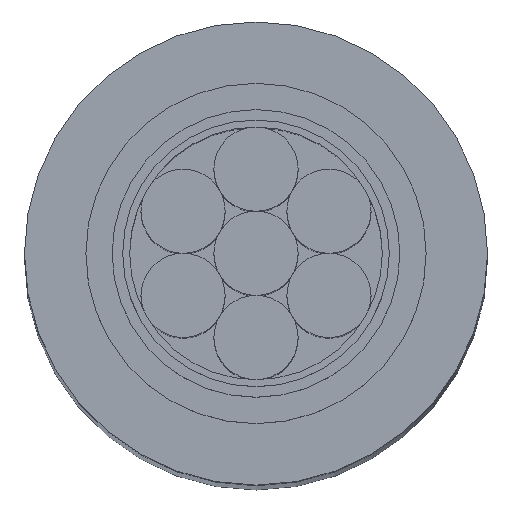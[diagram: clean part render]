
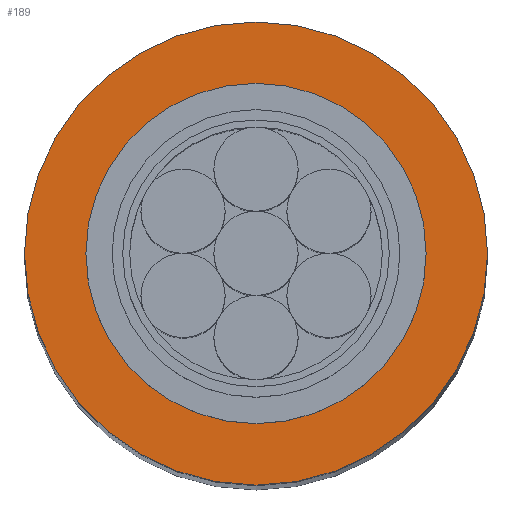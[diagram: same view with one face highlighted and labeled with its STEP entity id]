
A CAD part, top view. The second image highlights one B-rep face of the part: STEP entity #189.
In plain terms, the highlighted planar face has unit normal (0, 0, 1).
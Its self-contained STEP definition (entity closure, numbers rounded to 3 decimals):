
#9 = CARTESIAN_POINT ( 'NONE',  ( 0., 0., 5. ) ) ;
#99 = ORIENTED_EDGE ( 'NONE', *, *, #210, .T. ) ;
#162 = DIRECTION ( 'NONE',  ( 0., 0., 1. ) ) ;
#165 = CARTESIAN_POINT ( 'NONE',  ( 0., 0., 5. ) ) ;
#181 = FACE_OUTER_BOUND ( 'NONE', #1112, .T. ) ;
#189 = ADVANCED_FACE ( 'NONE', ( #270, #181 ), #644, .T. ) ;
#193 = DIRECTION ( 'NONE',  ( 0., 0., 1. ) ) ;
#210 = EDGE_CURVE ( 'NONE', #741, #1138, #278, .T. ) ;
#233 = CIRCLE ( 'NONE', #945, 3.3 ) ;
#237 = EDGE_CURVE ( 'NONE', #572, #843, #795, .T. ) ;
#239 = DIRECTION ( 'NONE',  ( 0., 0., 1. ) ) ;
#270 = FACE_BOUND ( 'NONE', #635, .T. ) ;
#278 = CIRCLE ( 'NONE', #833, 3.3 ) ;
#336 = DIRECTION ( 'NONE',  ( 1., 0., 0. ) ) ;
#424 = AXIS2_PLACEMENT_3D ( 'NONE', #790, #1157, #336 ) ;
#442 = CIRCLE ( 'NONE', #424, 2.425 ) ;
#472 = CARTESIAN_POINT ( 'NONE',  ( -2.425, 0., 5. ) ) ;
#538 = DIRECTION ( 'NONE',  ( 1., 0., 0. ) ) ;
#563 = DIRECTION ( 'NONE',  ( 1., 0., 0. ) ) ;
#572 = VERTEX_POINT ( 'NONE', #472 ) ;
#597 = ORIENTED_EDGE ( 'NONE', *, *, #906, .T. ) ;
#598 = CARTESIAN_POINT ( 'NONE',  ( 3.3, 0., 5. ) ) ;
#635 = EDGE_LOOP ( 'NONE', ( #1186, #876 ) ) ;
#644 = PLANE ( 'NONE',  #1158 ) ;
#661 = DIRECTION ( 'NONE',  ( 1., 0., 0. ) ) ;
#741 = VERTEX_POINT ( 'NONE', #598 ) ;
#790 = CARTESIAN_POINT ( 'NONE',  ( 0., 0., 5. ) ) ;
#795 = CIRCLE ( 'NONE', #1049, 2.425 ) ;
#833 = AXIS2_PLACEMENT_3D ( 'NONE', #9, #193, #661 ) ;
#843 = VERTEX_POINT ( 'NONE', #985 ) ;
#876 = ORIENTED_EDGE ( 'NONE', *, *, #916, .F. ) ;
#906 = EDGE_CURVE ( 'NONE', #1138, #741, #233, .T. ) ;
#916 = EDGE_CURVE ( 'NONE', #843, #572, #442, .T. ) ;
#945 = AXIS2_PLACEMENT_3D ( 'NONE', #165, #239, #538 ) ;
#985 = CARTESIAN_POINT ( 'NONE',  ( 2.425, 0., 5. ) ) ;
#988 = CARTESIAN_POINT ( 'NONE',  ( 0., 0., 5. ) ) ;
#1038 = CARTESIAN_POINT ( 'NONE',  ( 0., 0., 5. ) ) ;
#1049 = AXIS2_PLACEMENT_3D ( 'NONE', #1038, #1126, #563 ) ;
#1112 = EDGE_LOOP ( 'NONE', ( #597, #99 ) ) ;
#1124 = CARTESIAN_POINT ( 'NONE',  ( -3.3, 0., 5. ) ) ;
#1126 = DIRECTION ( 'NONE',  ( 0., 0., 1. ) ) ;
#1138 = VERTEX_POINT ( 'NONE', #1124 ) ;
#1157 = DIRECTION ( 'NONE',  ( 0., 0., 1. ) ) ;
#1158 = AXIS2_PLACEMENT_3D ( 'NONE', #988, #162, #1190 ) ;
#1186 = ORIENTED_EDGE ( 'NONE', *, *, #237, .F. ) ;
#1190 = DIRECTION ( 'NONE',  ( 1., 0., 0. ) ) ;
